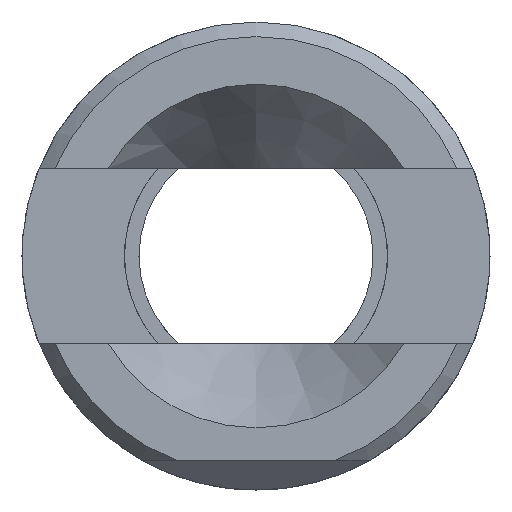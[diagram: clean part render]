
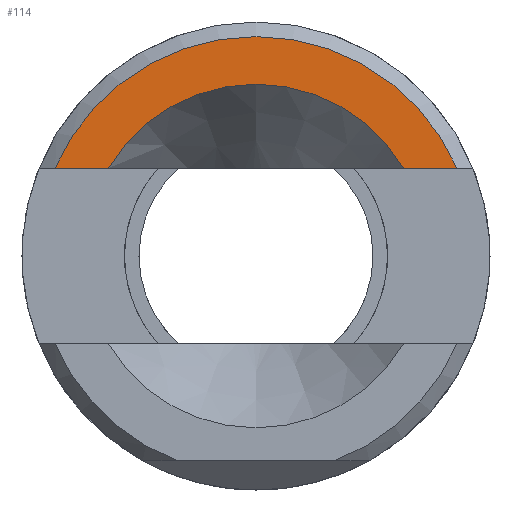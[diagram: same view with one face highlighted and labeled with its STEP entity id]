
A CAD part, left-side view. The second image highlights one B-rep face of the part: STEP entity #114.
In plain terms, the highlighted planar face has unit normal (-1, 0, 0).
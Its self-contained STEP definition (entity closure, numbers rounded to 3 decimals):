
#114 = ADVANCED_FACE( '', ( #246 ), #247, .T. );
#246 = FACE_OUTER_BOUND( '', #390, .T. );
#247 = PLANE( '', #391 );
#390 = EDGE_LOOP( '', ( #665, #666, #667, #668 ) );
#391 = AXIS2_PLACEMENT_3D( '', #669, #670, #671 );
#665 = ORIENTED_EDGE( '', *, *, #931, .F. );
#666 = ORIENTED_EDGE( '', *, *, #870, .T. );
#667 = ORIENTED_EDGE( '', *, *, #932, .F. );
#668 = ORIENTED_EDGE( '', *, *, #933, .F. );
#669 = CARTESIAN_POINT( '', ( -25.338, 11.75, 0. ) );
#670 = DIRECTION( '', ( -1., 0., 0. ) );
#671 = DIRECTION( '', ( 0., 0., 1. ) );
#870 = EDGE_CURVE( '', #1051, #1053, #1055, .T. );
#931 = EDGE_CURVE( '', #1051, #1139, #1140, .T. );
#932 = EDGE_CURVE( '', #1141, #1053, #1142, .T. );
#933 = EDGE_CURVE( '', #1139, #1141, #1143, .T. );
#1051 = VERTEX_POINT( '', #1399 );
#1053 = VERTEX_POINT( '', #1404 );
#1055 = CIRCLE( '', #1409, 15. );
#1139 = VERTEX_POINT( '', #1619 );
#1140 = LINE( '', #1620, #1621 );
#1141 = VERTEX_POINT( '', #1622 );
#1142 = LINE( '', #1623, #1624 );
#1143 = CIRCLE( '', #1625, 11.75 );
#1399 = CARTESIAN_POINT( '', ( -25.338, -13.748, 6. ) );
#1404 = CARTESIAN_POINT( '', ( -25.338, 13.748, 6. ) );
#1409 = AXIS2_PLACEMENT_3D( '', #1804, #1805, #1806 );
#1619 = CARTESIAN_POINT( '', ( -25.338, -10.103, 6. ) );
#1620 = CARTESIAN_POINT( '', ( -25.338, 11.75, 6. ) );
#1621 = VECTOR( '', #1868, 1000. );
#1622 = CARTESIAN_POINT( '', ( -25.338, 10.103, 6. ) );
#1623 = CARTESIAN_POINT( '', ( -25.338, 11.75, 6. ) );
#1624 = VECTOR( '', #1869, 1000. );
#1625 = AXIS2_PLACEMENT_3D( '', #1870, #1871, #1872 );
#1804 = CARTESIAN_POINT( '', ( -25.338, 0., 0. ) );
#1805 = DIRECTION( '', ( -1., 0., 0. ) );
#1806 = DIRECTION( '', ( 0., 0., 1. ) );
#1868 = DIRECTION( '', ( 0., 1., 0. ) );
#1869 = DIRECTION( '', ( 0., 1., 0. ) );
#1870 = CARTESIAN_POINT( '', ( -25.338, 0., 0. ) );
#1871 = DIRECTION( '', ( -1., 0., 0. ) );
#1872 = DIRECTION( '', ( 0., 0., 1. ) );
